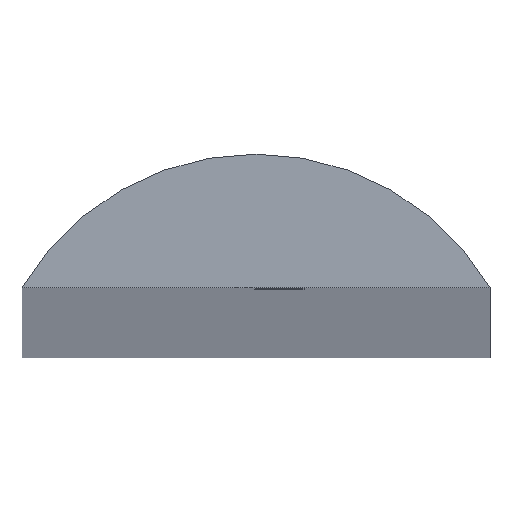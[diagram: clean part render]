
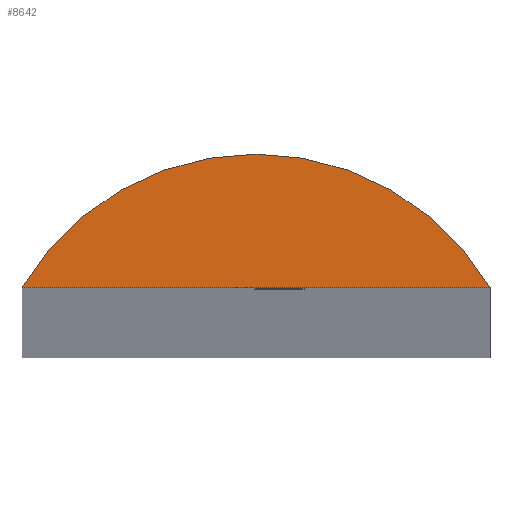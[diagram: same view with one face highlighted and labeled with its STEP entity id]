
A CAD part, top view. The second image highlights one B-rep face of the part: STEP entity #8642.
In plain terms, the highlighted planar face has unit normal (0, 0, 1).
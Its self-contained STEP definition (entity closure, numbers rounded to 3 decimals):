
#254 = PLANE ( 'NONE',  #1221 ) ;
#803 = ORIENTED_EDGE ( 'NONE', *, *, #1195, .T. ) ;
#829 = CARTESIAN_POINT ( 'NONE',  ( -17.5, 0., 0. ) ) ;
#931 = DIRECTION ( 'NONE',  ( 0., 0., -1. ) ) ;
#1035 = DIRECTION ( 'NONE',  ( 0., 0., 1. ) ) ;
#1195 = EDGE_CURVE ( 'NONE', #4970, #7281, #3541, .T. ) ;
#1221 = AXIS2_PLACEMENT_3D ( 'NONE', #8368, #931, #5690 ) ;
#2191 = ORIENTED_EDGE ( 'NONE', *, *, #4440, .T. ) ;
#2962 = CARTESIAN_POINT ( 'NONE',  ( 17.5, 0., 0. ) ) ;
#3541 = LINE ( 'NONE', #5286, #7355 ) ;
#4440 = EDGE_CURVE ( 'NONE', #7281, #4970, #5614, .T. ) ;
#4666 = EDGE_LOOP ( 'NONE', ( #2191, #803 ) ) ;
#4970 = VERTEX_POINT ( 'NONE', #829 ) ;
#5103 = CARTESIAN_POINT ( 'NONE',  ( 0., -10.313, 0. ) ) ;
#5286 = CARTESIAN_POINT ( 'NONE',  ( -17.5, 0., 0. ) ) ;
#5320 = DIRECTION ( 'NONE',  ( 1., 0., 0. ) ) ;
#5614 = CIRCLE ( 'NONE', #6034, 20.313 ) ;
#5690 = DIRECTION ( 'NONE',  ( -1., 0., 0. ) ) ;
#5781 = DIRECTION ( 'NONE',  ( -1., 0., 0. ) ) ;
#6034 = AXIS2_PLACEMENT_3D ( 'NONE', #5103, #1035, #5781 ) ;
#7009 = FACE_OUTER_BOUND ( 'NONE', #4666, .T. ) ;
#7281 = VERTEX_POINT ( 'NONE', #2962 ) ;
#7355 = VECTOR ( 'NONE', #5320, 1000. ) ;
#8368 = CARTESIAN_POINT ( 'NONE',  ( 0., -10.313, 0. ) ) ;
#8642 = ADVANCED_FACE ( 'NONE', ( #7009 ), #254, .F. ) ;
